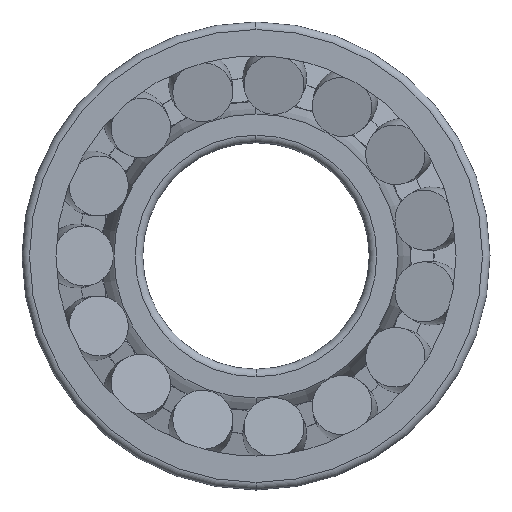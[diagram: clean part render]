
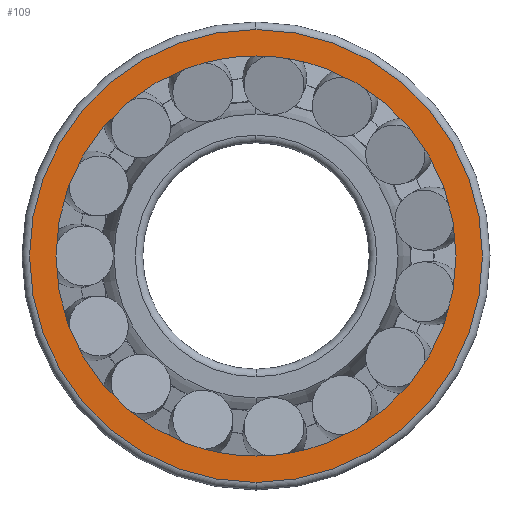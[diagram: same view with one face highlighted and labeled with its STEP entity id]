
A CAD part, left-side view. The second image highlights one B-rep face of the part: STEP entity #109.
In plain terms, the highlighted planar face has unit normal (-1, 0, 0).
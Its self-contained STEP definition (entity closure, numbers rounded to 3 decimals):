
#109=ADVANCED_FACE('',(#375,#376),#377,.T.);
#375=FACE_OUTER_BOUND('',#882,.T.);
#376=FACE_BOUND('',#883,.T.);
#377=PLANE('',#884);
#882=EDGE_LOOP('',(#1636,#1637,#1638));
#883=EDGE_LOOP('',(#1639,#1640,#1641));
#884=AXIS2_PLACEMENT_3D('',#1642,#1643,#1644);
#1636=ORIENTED_EDGE('',*,*,#3208,.F.);
#1637=ORIENTED_EDGE('',*,*,#3207,.F.);
#1638=ORIENTED_EDGE('',*,*,#3249,.F.);
#1639=ORIENTED_EDGE('',*,*,#3253,.T.);
#1640=ORIENTED_EDGE('',*,*,#3186,.T.);
#1641=ORIENTED_EDGE('',*,*,#3254,.T.);
#1642=CARTESIAN_POINT('',(0.0,28.25,0.0));
#1643=DIRECTION('',(-1.0,0.0,0.0));
#1644=DIRECTION('',(0.0,-1.0,0.0));
#3186=EDGE_CURVE('',#3806,#3803,#3807,.T.);
#3207=EDGE_CURVE('',#3845,#3848,#3849,.T.);
#3208=EDGE_CURVE('',#3848,#3850,#3851,.T.);
#3249=EDGE_CURVE('',#3850,#3845,#3908,.T.);
#3253=EDGE_CURVE('',#3913,#3806,#3914,.T.);
#3254=EDGE_CURVE('',#3803,#3913,#3915,.T.);
#3803=VERTEX_POINT('',#4828);
#3806=VERTEX_POINT('',#4831);
#3807=CIRCLE('',#4832,26.5);
#3845=VERTEX_POINT('',#4872);
#3848=VERTEX_POINT('',#4875);
#3849=CIRCLE('',#4876,30.0);
#3850=VERTEX_POINT('',#4877);
#3851=CIRCLE('',#4878,30.0);
#3908=CIRCLE('',#5053,30.0);
#3913=VERTEX_POINT('',#5058);
#3914=CIRCLE('',#5059,26.5);
#3915=CIRCLE('',#5060,26.5);
#4828=CARTESIAN_POINT('',(0.0,0.,-26.5));
#4831=CARTESIAN_POINT('',(0.0,0.,26.5));
#4832=AXIS2_PLACEMENT_3D('',#9904,#9905,#9906);
#4872=CARTESIAN_POINT('',(0.0,0.,-30.0));
#4875=CARTESIAN_POINT('',(0.0,30.0,0.0));
#4876=AXIS2_PLACEMENT_3D('',#9963,#9964,#9965);
#4877=CARTESIAN_POINT('',(0.0,0.,30.0));
#4878=AXIS2_PLACEMENT_3D('',#9966,#9967,#9968);
#5053=AXIS2_PLACEMENT_3D('',#10036,#10037,#10038);
#5058=CARTESIAN_POINT('',(0.0,26.5,0.0));
#5059=AXIS2_PLACEMENT_3D('',#10048,#10049,#10050);
#5060=AXIS2_PLACEMENT_3D('',#10051,#10052,#10053);
#9904=CARTESIAN_POINT('',(0.0,0.0,0.0));
#9905=DIRECTION('',(1.0,0.0,0.0));
#9906=DIRECTION('',(0.0,1.0,0.0));
#9963=CARTESIAN_POINT('',(0.0,0.0,0.0));
#9964=DIRECTION('',(1.0,0.0,0.0));
#9965=DIRECTION('',(0.0,1.0,0.0));
#9966=CARTESIAN_POINT('',(0.0,0.0,0.0));
#9967=DIRECTION('',(1.0,0.0,0.0));
#9968=DIRECTION('',(0.0,1.0,0.0));
#10036=CARTESIAN_POINT('',(0.0,0.0,0.0));
#10037=DIRECTION('',(1.0,0.0,0.0));
#10038=DIRECTION('',(0.0,1.0,0.0));
#10048=CARTESIAN_POINT('',(0.0,0.0,0.0));
#10049=DIRECTION('',(1.0,0.0,0.0));
#10050=DIRECTION('',(0.0,1.0,0.0));
#10051=CARTESIAN_POINT('',(0.0,0.0,0.0));
#10052=DIRECTION('',(1.0,0.0,0.0));
#10053=DIRECTION('',(0.0,1.0,0.0));
